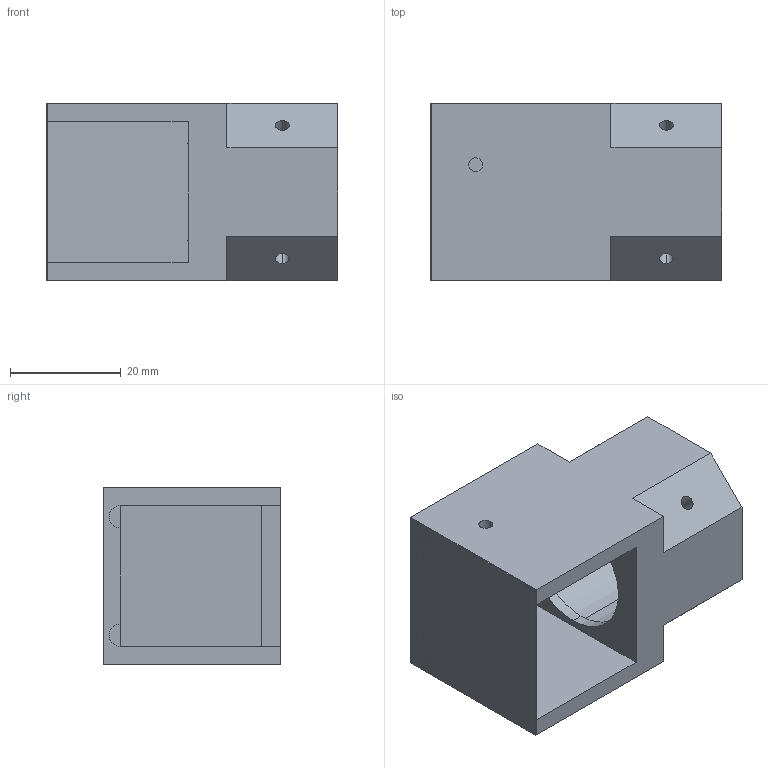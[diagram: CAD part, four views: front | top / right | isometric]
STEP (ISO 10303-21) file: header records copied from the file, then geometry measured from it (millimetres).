
FILE_DESCRIPTION (( 'STEP AP203' ), '1' );
FILE_NAME ('XF-ADL90-25D-13-蚾饜芞-20170214V5.STEP', '2017-02-14T02:12:08', ( 'Lxtx999.CoM' ), ( 'Lxtx999.CoM' ), 'SwSTEP 2.0', 'SolidWorks 2014', '' );
FILE_SCHEMA (( 'CONFIG_CONTROL_DESIGN' ));
Length unit declared in the file: millimetre
Products named in the file (4): XF-ADL90-25D-13-蚾饜芞-20170214V5; XF-ADL90-30D-5-02-詩え-20150408V5; XF-ADL90-25D-13-01-翋极-20170214V5; J-MR25.4-01-斜边反射直角反射棱镜-20151019V5
Assembly tree (3 placements, depth 2):
  XF-ADL90-25D-13-蚾饜芞-20170214V5
    XF-ADL90-25D-13-01-翋极-20170214V5
    J-MR25.4-01-斜边反射直角反射棱镜-20151019V5
    XF-ADL90-30D-5-02-詩え-20150408V5
Bounding box: 52.6 x 32 x 32 mm (x, y, z)
Volume: 27308.3 mm3; surface area: 16297.3 mm2
Topology: 3 solids, 3 shells, 48 faces, 123 edges, 82 vertices
Faces by surface type: plane 30, cylinder 18
Entity records: 2025 total; most frequent: CARTESIAN_POINT 403, DIRECTION 251, ORIENTED_EDGE 246, EDGE_CURVE 123, LINE 87, VECTOR 87, AXIS2_PLACEMENT_3D 82, VERTEX_POINT 82
